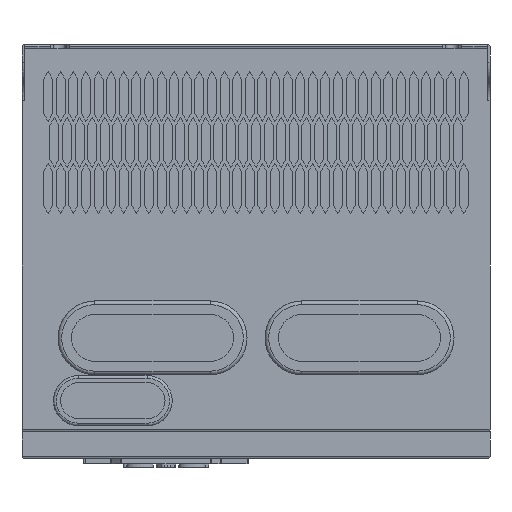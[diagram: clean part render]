
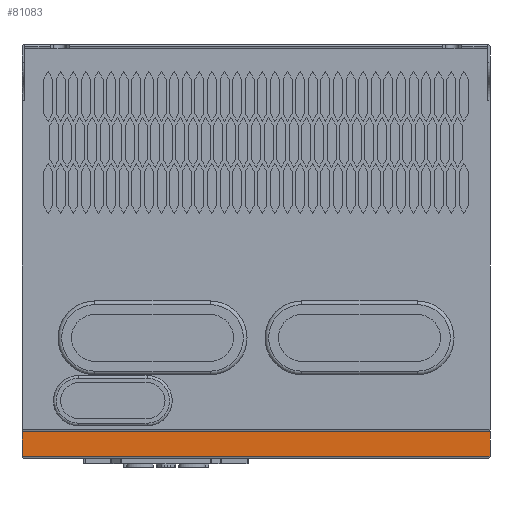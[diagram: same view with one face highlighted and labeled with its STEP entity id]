
A CAD part, front view. The second image highlights one B-rep face of the part: STEP entity #81083.
In plain terms, the highlighted planar face has unit normal (0, -1, 0).
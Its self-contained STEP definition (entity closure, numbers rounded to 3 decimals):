
#164 = EDGE_CURVE ( 'NONE', #54088, #47899, #39587, .T. ) ;
#1471 = VERTEX_POINT ( 'NONE', #40073 ) ;
#2387 = LINE ( 'NONE', #38792, #54576 ) ;
#7996 = DIRECTION ( 'NONE',  ( 1., 0., 0. ) ) ;
#8243 = EDGE_LOOP ( 'NONE', ( #34380, #70838, #68252, #90219 ) ) ;
#21147 = CARTESIAN_POINT ( 'NONE',  ( 260., -437., -215.2 ) ) ;
#34380 = ORIENTED_EDGE ( 'NONE', *, *, #60727, .T. ) ;
#35019 = CARTESIAN_POINT ( 'NONE',  ( 260., -437., -215.2 ) ) ;
#35744 = EDGE_CURVE ( 'NONE', #54088, #38396, #62506, .T. ) ;
#38396 = VERTEX_POINT ( 'NONE', #84746 ) ;
#38792 = CARTESIAN_POINT ( 'NONE',  ( 0., -437., -215.2 ) ) ;
#39587 = LINE ( 'NONE', #60449, #45858 ) ;
#40073 = CARTESIAN_POINT ( 'NONE',  ( 0., -437., -228.8 ) ) ;
#43222 = VECTOR ( 'NONE', #7996, 1000. ) ;
#45324 = VECTOR ( 'NONE', #62968, 1000. ) ;
#45858 = VECTOR ( 'NONE', #82672, 1000. ) ;
#45884 = DIRECTION ( 'NONE',  ( 0., 0., -1. ) ) ;
#47899 = VERTEX_POINT ( 'NONE', #48029 ) ;
#48029 = CARTESIAN_POINT ( 'NONE',  ( 0., -437., -215.2 ) ) ;
#48779 = AXIS2_PLACEMENT_3D ( 'NONE', #59362, #80653, #52252 ) ;
#51784 = PLANE ( 'NONE',  #48779 ) ;
#52252 = DIRECTION ( 'NONE',  ( 0., 0., -1. ) ) ;
#54088 = VERTEX_POINT ( 'NONE', #21147 ) ;
#54576 = VECTOR ( 'NONE', #45884, 1000. ) ;
#59362 = CARTESIAN_POINT ( 'NONE',  ( 0., -437., -31.2 ) ) ;
#60449 = CARTESIAN_POINT ( 'NONE',  ( 0., -437., -215.2 ) ) ;
#60727 = EDGE_CURVE ( 'NONE', #1471, #38396, #75969, .T. ) ;
#62506 = LINE ( 'NONE', #35019, #45324 ) ;
#62968 = DIRECTION ( 'NONE',  ( 0., 0., -1. ) ) ;
#67413 = FACE_OUTER_BOUND ( 'NONE', #8243, .T. ) ;
#68252 = ORIENTED_EDGE ( 'NONE', *, *, #164, .T. ) ;
#70838 = ORIENTED_EDGE ( 'NONE', *, *, #35744, .F. ) ;
#75969 = LINE ( 'NONE', #88858, #43222 ) ;
#79488 = EDGE_CURVE ( 'NONE', #47899, #1471, #2387, .T. ) ;
#80653 = DIRECTION ( 'NONE',  ( 0., -1., 0. ) ) ;
#81083 = ADVANCED_FACE ( 'NONE', ( #67413 ), #51784, .T. ) ;
#82672 = DIRECTION ( 'NONE',  ( -1., 0., 0. ) ) ;
#84746 = CARTESIAN_POINT ( 'NONE',  ( 260., -437., -228.8 ) ) ;
#88858 = CARTESIAN_POINT ( 'NONE',  ( 0., -437., -228.8 ) ) ;
#90219 = ORIENTED_EDGE ( 'NONE', *, *, #79488, .T. ) ;
